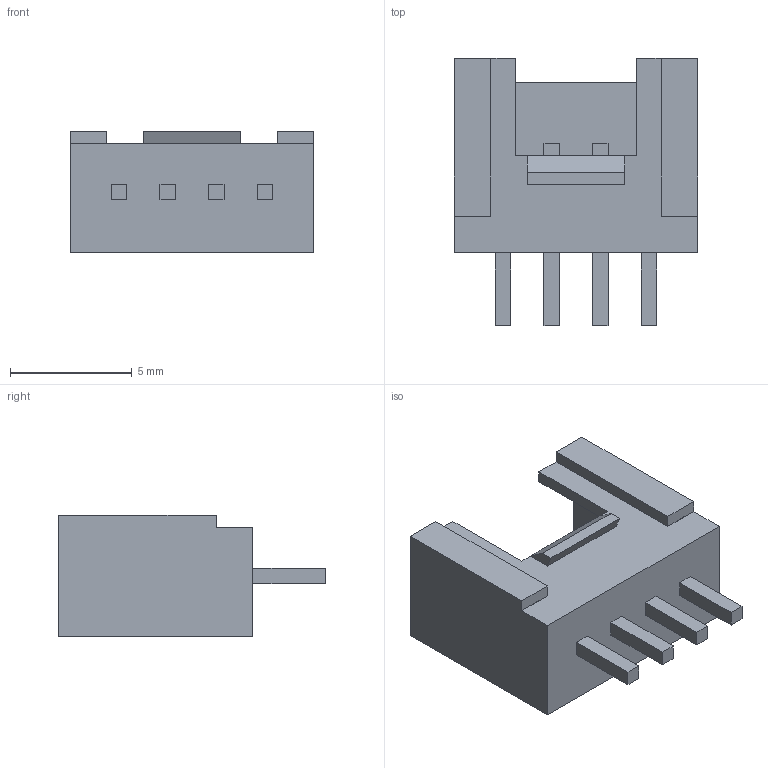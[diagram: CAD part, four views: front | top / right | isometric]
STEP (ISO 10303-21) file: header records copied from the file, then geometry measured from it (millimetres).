
FILE_DESCRIPTION (( 'STEP AP214' ), '1' );
FILE_NAME ('Grove socket.STEP', '2019-07-15T17:55:35', ( '' ), ( '' ), 'SwSTEP 2.0', 'SolidWorks 2018', '' );
FILE_SCHEMA (( 'AUTOMOTIVE_DESIGN' ));
Length unit declared in the file: millimetre
Products named in the file (1): Grove socket
Bounding box: 10 x 11 x 5 mm (x, y, z)
Volume: 160.7 mm3; surface area: 533.4 mm2
Topology: 1 solids, 1 shells, 73 faces, 187 edges, 124 vertices
Faces by surface type: plane 73
Entity records: 2529 total; most frequent: CARTESIAN_POINT 385, ORIENTED_EDGE 374, DIRECTION 335, LINE 187, EDGE_CURVE 187, VECTOR 187, VERTEX_POINT 124, EDGE_LOOP 81
